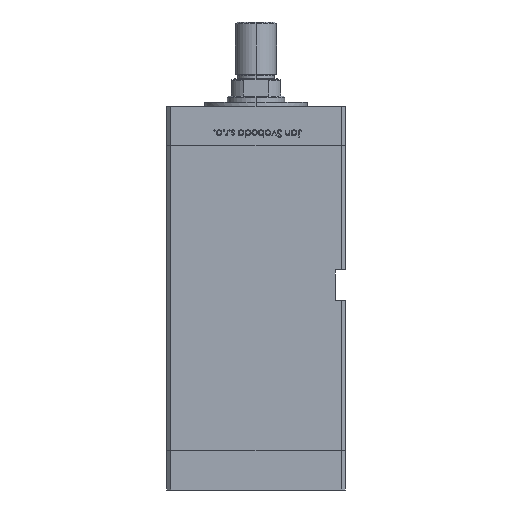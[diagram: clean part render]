
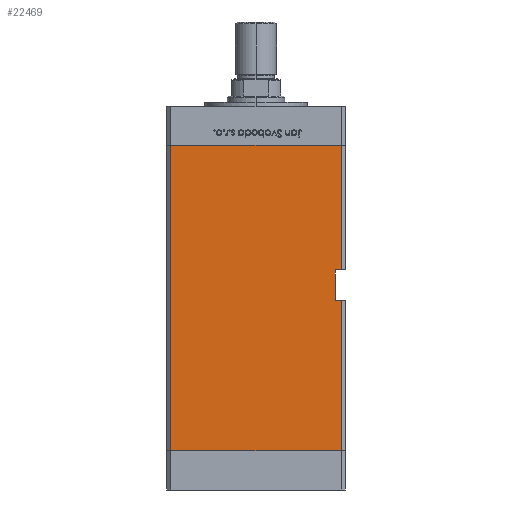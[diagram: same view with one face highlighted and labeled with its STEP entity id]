
A CAD part, left-side view. The second image highlights one B-rep face of the part: STEP entity #22469.
In plain terms, the highlighted planar face has unit normal (-1, 0, 0).
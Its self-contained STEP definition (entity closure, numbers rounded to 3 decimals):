
#807 = VECTOR ( 'NONE', #16283, 1000. ) ;
#1683 = PLANE ( 'NONE',  #35694 ) ;
#1805 = VERTEX_POINT ( 'NONE', #24395 ) ;
#2062 = CARTESIAN_POINT ( 'NONE',  ( -50., 41.5, 0. ) ) ;
#2847 = VERTEX_POINT ( 'NONE', #19548 ) ;
#4169 = EDGE_CURVE ( 'NONE', #8929, #16190, #12947, .T. ) ;
#5132 = DIRECTION ( 'NONE',  ( 0., -1., 0. ) ) ;
#5895 = CARTESIAN_POINT ( 'NONE',  ( -50., -38.5, 73. ) ) ;
#6447 = EDGE_LOOP ( 'NONE', ( #27274, #29045, #46542, #53415, #46819, #38127, #17877, #10265 ) ) ;
#7534 = DIRECTION ( 'NONE',  ( 0., 0., -1. ) ) ;
#7619 = LINE ( 'NONE', #23633, #807 ) ;
#8045 = EDGE_CURVE ( 'NONE', #13841, #30067, #31442, .T. ) ;
#8499 = EDGE_CURVE ( 'NONE', #2847, #51731, #23822, .T. ) ;
#8929 = VERTEX_POINT ( 'NONE', #9883 ) ;
#9202 = CARTESIAN_POINT ( 'NONE',  ( -50., -38.5, 88. ) ) ;
#9883 = CARTESIAN_POINT ( 'NONE',  ( -50., -38.5, 73. ) ) ;
#9996 = CARTESIAN_POINT ( 'NONE',  ( -50., -38.5, 88. ) ) ;
#10265 = ORIENTED_EDGE ( 'NONE', *, *, #8045, .T. ) ;
#11081 = CARTESIAN_POINT ( 'NONE',  ( -50., 41.5, 0. ) ) ;
#12947 = LINE ( 'NONE', #5895, #32077 ) ;
#13841 = VERTEX_POINT ( 'NONE', #2062 ) ;
#14127 = CARTESIAN_POINT ( 'NONE',  ( -50., 41.5, 148.5 ) ) ;
#16190 = VERTEX_POINT ( 'NONE', #48407 ) ;
#16283 = DIRECTION ( 'NONE',  ( 0., 0., -1. ) ) ;
#17877 = ORIENTED_EDGE ( 'NONE', *, *, #44884, .T. ) ;
#19066 = EDGE_CURVE ( 'NONE', #1805, #2847, #51096, .T. ) ;
#19215 = CARTESIAN_POINT ( 'NONE',  ( -50., -41.5, 0. ) ) ;
#19548 = CARTESIAN_POINT ( 'NONE',  ( -50., -41.5, 148.5 ) ) ;
#19738 = CARTESIAN_POINT ( 'NONE',  ( -50., -41.5, 148.5 ) ) ;
#20261 = VECTOR ( 'NONE', #42427, 1000. ) ;
#21434 = EDGE_CURVE ( 'NONE', #23814, #8929, #50210, .T. ) ;
#21737 = DIRECTION ( 'NONE',  ( 0., 0., -1. ) ) ;
#21954 = LINE ( 'NONE', #9996, #28209 ) ;
#22469 = ADVANCED_FACE ( 'NONE', ( #51031 ), #1683, .F. ) ;
#23633 = CARTESIAN_POINT ( 'NONE',  ( -50., 41.5, 148.5 ) ) ;
#23814 = VERTEX_POINT ( 'NONE', #9202 ) ;
#23822 = LINE ( 'NONE', #19738, #37305 ) ;
#24395 = CARTESIAN_POINT ( 'NONE',  ( -50., 41.5, 148.5 ) ) ;
#25821 = DIRECTION ( 'NONE',  ( 0., 0., -1. ) ) ;
#27274 = ORIENTED_EDGE ( 'NONE', *, *, #36951, .F. ) ;
#27636 = DIRECTION ( 'NONE',  ( 0., -1., 0. ) ) ;
#28209 = VECTOR ( 'NONE', #5132, 1000. ) ;
#29045 = ORIENTED_EDGE ( 'NONE', *, *, #4169, .F. ) ;
#29510 = DIRECTION ( 'NONE',  ( 0., -1., 0. ) ) ;
#29899 = LINE ( 'NONE', #46429, #36880 ) ;
#30067 = VERTEX_POINT ( 'NONE', #19215 ) ;
#31442 = LINE ( 'NONE', #11081, #47643 ) ;
#32077 = VECTOR ( 'NONE', #29510, 1000. ) ;
#35694 = AXIS2_PLACEMENT_3D ( 'NONE', #14127, #47222, #40425 ) ;
#36188 = EDGE_CURVE ( 'NONE', #23814, #51731, #21954, .T. ) ;
#36880 = VECTOR ( 'NONE', #25821, 1000. ) ;
#36951 = EDGE_CURVE ( 'NONE', #16190, #30067, #29899, .T. ) ;
#37305 = VECTOR ( 'NONE', #7534, 1000. ) ;
#38127 = ORIENTED_EDGE ( 'NONE', *, *, #19066, .F. ) ;
#38623 = CARTESIAN_POINT ( 'NONE',  ( -50., 41.5, 148.5 ) ) ;
#40425 = DIRECTION ( 'NONE',  ( 0., 1., 0. ) ) ;
#42344 = CARTESIAN_POINT ( 'NONE',  ( -50., -38.5, 88. ) ) ;
#42427 = DIRECTION ( 'NONE',  ( 0., -1., 0. ) ) ;
#44884 = EDGE_CURVE ( 'NONE', #1805, #13841, #7619, .T. ) ;
#46429 = CARTESIAN_POINT ( 'NONE',  ( -50., -41.5, 148.5 ) ) ;
#46542 = ORIENTED_EDGE ( 'NONE', *, *, #21434, .F. ) ;
#46819 = ORIENTED_EDGE ( 'NONE', *, *, #8499, .F. ) ;
#47222 = DIRECTION ( 'NONE',  ( 1., 0., 0. ) ) ;
#47643 = VECTOR ( 'NONE', #27636, 1000. ) ;
#48407 = CARTESIAN_POINT ( 'NONE',  ( -50., -41.5, 73. ) ) ;
#49546 = VECTOR ( 'NONE', #21737, 1000. ) ;
#50210 = LINE ( 'NONE', #42344, #49546 ) ;
#51031 = FACE_OUTER_BOUND ( 'NONE', #6447, .T. ) ;
#51096 = LINE ( 'NONE', #38623, #20261 ) ;
#51731 = VERTEX_POINT ( 'NONE', #52084 ) ;
#52084 = CARTESIAN_POINT ( 'NONE',  ( -50., -41.5, 88. ) ) ;
#53415 = ORIENTED_EDGE ( 'NONE', *, *, #36188, .T. ) ;
